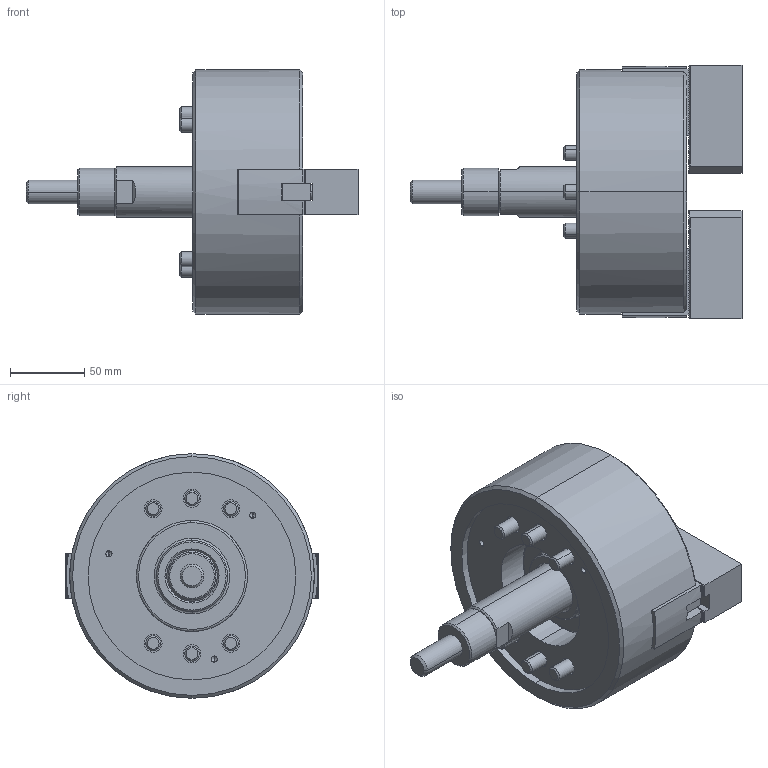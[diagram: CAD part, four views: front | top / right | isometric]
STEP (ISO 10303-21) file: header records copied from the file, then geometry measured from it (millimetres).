
FILE_DESCRIPTION (( 'STEP AP203' ), '1' );
FILE_NAME ('CF-2P-06.STEP', '2019-07-15T09:58:01', ( '' ), ( '' ), 'SwSTEP 2.0', 'SolidWorks 2016', '' );
FILE_SCHEMA (( 'CONFIG_CONTROL_DESIGN' ));
Length unit declared in the file: millimetre
Products named in the file (13): 圓頭內六角螺栓_M10x70; 圓頭內六角螺栓_M5x12; CF-2P-06-01000; CF-3H-206-04000; CF-2P-06-02000; SJ-06; CF-3P-06-03000; 圓頭內六角螺栓_M10x25; CF-3P-06-05000; CF-2P-06; CF-3P-06-06000; CF-2P-06-04000; 圓頭內六角螺栓_M16x90(全牙)
Assembly tree (26 placements, depth 2):
  CF-2P-06
    CF-2P-06-01000
    CF-2P-06-02000
    CF-3P-06-03000  x2
    CF-3P-06-05000
    CF-3P-06-06000
    CF-2P-06-04000
    圓頭內六角螺栓_M16x90(全牙)
    圓頭內六角螺栓_M10x70  x6
    圓頭內六角螺栓_M5x12  x4
    CF-3H-206-04000  x2
    SJ-06  x2
    圓頭內六角螺栓_M10x25  x4
Bounding box: 223.9 x 171 x 165 mm (x, y, z)
Volume: 1633186.7 mm3; surface area: 274028.6 mm2
Topology: 26 solids, 26 shells, 1864 faces, 5154 edges, 3348 vertices
Faces by surface type: plane 1311, cylinder 398, cone 128, torus 27
Entity records: 32311 total; most frequent: CARTESIAN_POINT 6233, ORIENTED_EDGE 5302, DIRECTION 4803, EDGE_CURVE 2651, LINE 1981, VECTOR 1981, VERTEX_POINT 1741, AXIS2_PLACEMENT_3D 1411
